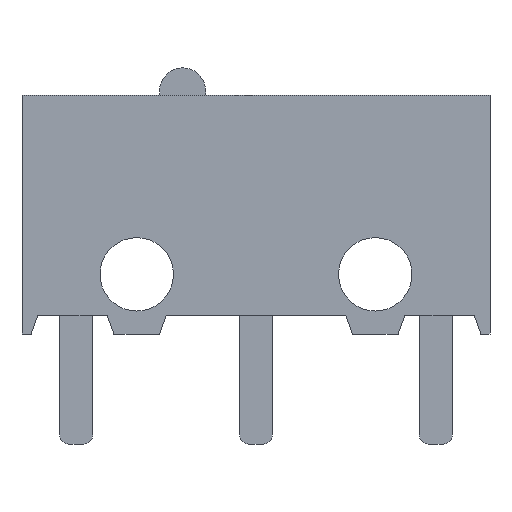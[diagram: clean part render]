
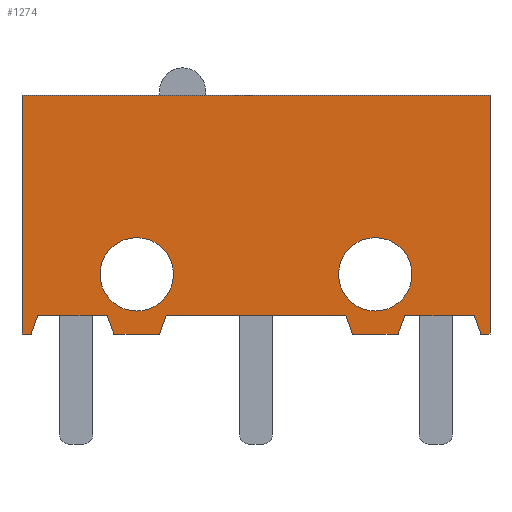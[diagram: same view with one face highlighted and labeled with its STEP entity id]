
A CAD part, left-side view. The second image highlights one B-rep face of the part: STEP entity #1274.
In plain terms, the highlighted planar face has unit normal (-1, 0, 0).
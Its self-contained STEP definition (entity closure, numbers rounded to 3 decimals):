
#54=FACE_BOUND('',#194,.T.);
#55=FACE_BOUND('',#195,.T.);
#56=CIRCLE('',#1381,1.);
#58=CIRCLE('',#1384,1.);
#121=FACE_OUTER_BOUND('',#193,.T.);
#193=EDGE_LOOP('',(#1020,#1021,#1022,#1023,#1024,#1025,#1026,#1027,#1028,
#1029,#1030,#1031,#1032,#1033,#1034,#1035,#1036,#1037,#1038,#1039,#1040,
#1041));
#194=EDGE_LOOP('',(#1042));
#195=EDGE_LOOP('',(#1043));
#228=LINE('',#1825,#384);
#232=LINE('',#1832,#388);
#233=LINE('',#1836,#389);
#237=LINE('',#1844,#393);
#242=LINE('',#1855,#398);
#246=LINE('',#1862,#402);
#247=LINE('',#1866,#403);
#251=LINE('',#1874,#407);
#254=LINE('',#1881,#410);
#258=LINE('',#1889,#414);
#263=LINE('',#1900,#419);
#267=LINE('',#1907,#423);
#298=LINE('',#1981,#454);
#310=LINE('',#2004,#466);
#314=LINE('',#2010,#470);
#315=LINE('',#2012,#471);
#317=LINE('',#2015,#473);
#320=LINE('',#2019,#476);
#321=LINE('',#2021,#477);
#325=LINE('',#2028,#481);
#327=LINE('',#2031,#483);
#329=LINE('',#2035,#485);
#384=VECTOR('',#1472,10.);
#388=VECTOR('',#1478,10.);
#389=VECTOR('',#1481,10.);
#393=VECTOR('',#1487,10.);
#398=VECTOR('',#1494,10.);
#402=VECTOR('',#1500,10.);
#403=VECTOR('',#1503,10.);
#407=VECTOR('',#1509,10.);
#410=VECTOR('',#1514,10.);
#414=VECTOR('',#1520,10.);
#419=VECTOR('',#1527,10.);
#423=VECTOR('',#1533,10.);
#454=VECTOR('',#1598,10.);
#466=VECTOR('',#1618,10.);
#470=VECTOR('',#1624,10.);
#471=VECTOR('',#1627,10.);
#473=VECTOR('',#1631,10.);
#476=VECTOR('',#1636,10.);
#477=VECTOR('',#1639,10.);
#481=VECTOR('',#1645,10.);
#483=VECTOR('',#1649,10.);
#485=VECTOR('',#1655,10.);
#540=VERTEX_POINT('',#1822);
#541=VERTEX_POINT('',#1824);
#543=VERTEX_POINT('',#1830);
#544=VERTEX_POINT('',#1834);
#545=VERTEX_POINT('',#1835);
#548=VERTEX_POINT('',#1843);
#552=VERTEX_POINT('',#1852);
#553=VERTEX_POINT('',#1854);
#555=VERTEX_POINT('',#1860);
#556=VERTEX_POINT('',#1864);
#557=VERTEX_POINT('',#1865);
#560=VERTEX_POINT('',#1873);
#562=VERTEX_POINT('',#1879);
#563=VERTEX_POINT('',#1880);
#566=VERTEX_POINT('',#1888);
#570=VERTEX_POINT('',#1897);
#571=VERTEX_POINT('',#1899);
#573=VERTEX_POINT('',#1905);
#574=VERTEX_POINT('',#1909);
#576=VERTEX_POINT('',#1915);
#598=VERTEX_POINT('',#1978);
#599=VERTEX_POINT('',#1980);
#606=VERTEX_POINT('',#2003);
#609=VERTEX_POINT('',#2026);
#656=EDGE_CURVE('',#540,#541,#228,.T.);
#660=EDGE_CURVE('',#540,#543,#232,.T.);
#661=EDGE_CURVE('',#544,#545,#233,.T.);
#665=EDGE_CURVE('',#545,#548,#237,.T.);
#670=EDGE_CURVE('',#552,#553,#242,.T.);
#674=EDGE_CURVE('',#552,#555,#246,.T.);
#675=EDGE_CURVE('',#556,#557,#247,.T.);
#679=EDGE_CURVE('',#557,#560,#251,.T.);
#682=EDGE_CURVE('',#562,#563,#254,.T.);
#686=EDGE_CURVE('',#563,#566,#258,.T.);
#691=EDGE_CURVE('',#570,#571,#263,.T.);
#695=EDGE_CURVE('',#570,#573,#267,.T.);
#696=EDGE_CURVE('',#574,#574,#56,.T.);
#699=EDGE_CURVE('',#576,#576,#58,.T.);
#730=EDGE_CURVE('',#598,#599,#298,.T.);
#742=EDGE_CURVE('',#548,#606,#310,.T.);
#746=EDGE_CURVE('',#544,#571,#314,.T.);
#747=EDGE_CURVE('',#560,#555,#315,.T.);
#749=EDGE_CURVE('',#556,#541,#317,.T.);
#752=EDGE_CURVE('',#566,#573,#320,.T.);
#753=EDGE_CURVE('',#562,#553,#321,.T.);
#757=EDGE_CURVE('',#609,#543,#325,.T.);
#759=EDGE_CURVE('',#598,#606,#327,.T.);
#761=EDGE_CURVE('',#609,#599,#329,.T.);
#1020=ORIENTED_EDGE('',*,*,#746,.T.);
#1021=ORIENTED_EDGE('',*,*,#691,.F.);
#1022=ORIENTED_EDGE('',*,*,#695,.T.);
#1023=ORIENTED_EDGE('',*,*,#752,.F.);
#1024=ORIENTED_EDGE('',*,*,#686,.F.);
#1025=ORIENTED_EDGE('',*,*,#682,.F.);
#1026=ORIENTED_EDGE('',*,*,#753,.T.);
#1027=ORIENTED_EDGE('',*,*,#670,.F.);
#1028=ORIENTED_EDGE('',*,*,#674,.T.);
#1029=ORIENTED_EDGE('',*,*,#747,.F.);
#1030=ORIENTED_EDGE('',*,*,#679,.F.);
#1031=ORIENTED_EDGE('',*,*,#675,.F.);
#1032=ORIENTED_EDGE('',*,*,#749,.T.);
#1033=ORIENTED_EDGE('',*,*,#656,.F.);
#1034=ORIENTED_EDGE('',*,*,#660,.T.);
#1035=ORIENTED_EDGE('',*,*,#757,.F.);
#1036=ORIENTED_EDGE('',*,*,#761,.T.);
#1037=ORIENTED_EDGE('',*,*,#730,.F.);
#1038=ORIENTED_EDGE('',*,*,#759,.T.);
#1039=ORIENTED_EDGE('',*,*,#742,.F.);
#1040=ORIENTED_EDGE('',*,*,#665,.F.);
#1041=ORIENTED_EDGE('',*,*,#661,.F.);
#1042=ORIENTED_EDGE('',*,*,#696,.T.);
#1043=ORIENTED_EDGE('',*,*,#699,.T.);
#1212=PLANE('',#1410);
#1274=ADVANCED_FACE('',(#121,#54,#55),#1212,.T.);
#1381=AXIS2_PLACEMENT_3D('',#1910,#1536,#1537);
#1384=AXIS2_PLACEMENT_3D('',#1916,#1543,#1544);
#1410=AXIS2_PLACEMENT_3D('',#2036,#1656,#1657);
#1472=DIRECTION('',(0.,0.342,0.94));
#1478=DIRECTION('',(0.,0.,-1.));
#1481=DIRECTION('',(0.,0.342,-0.94));
#1487=DIRECTION('',(0.,0.,-1.));
#1494=DIRECTION('',(0.,0.342,0.94));
#1500=DIRECTION('',(0.,0.,-1.));
#1503=DIRECTION('',(0.,0.342,-0.94));
#1509=DIRECTION('',(0.,0.,-1.));
#1514=DIRECTION('',(0.,0.342,-0.94));
#1520=DIRECTION('',(0.,0.,-1.));
#1527=DIRECTION('',(0.,0.342,0.94));
#1533=DIRECTION('',(0.,0.,-1.));
#1536=DIRECTION('center_axis',(1.,0.,0.));
#1537=DIRECTION('ref_axis',(0.,0.,1.));
#1543=DIRECTION('center_axis',(1.,0.,0.));
#1544=DIRECTION('ref_axis',(0.,0.,1.));
#1598=DIRECTION('',(0.,-1.,0.));
#1618=DIRECTION('',(0.,1.,0.));
#1624=DIRECTION('',(0.,-1.,0.));
#1627=DIRECTION('',(0.,1.,0.));
#1631=DIRECTION('',(0.,-1.,0.));
#1636=DIRECTION('',(0.,1.,0.));
#1639=DIRECTION('',(0.,-1.,0.));
#1645=DIRECTION('',(0.,1.,0.));
#1649=DIRECTION('',(0.,0.,-1.));
#1655=DIRECTION('',(0.,0.,1.));
#1656=DIRECTION('center_axis',(-1.,0.,0.));
#1657=DIRECTION('ref_axis',(0.,-1.,0.));
#1822=CARTESIAN_POINT('',(0.,0.25,-0.497));
#1824=CARTESIAN_POINT('',(0.,0.431,0.));
#1825=CARTESIAN_POINT('',(0.,1.106,1.855));
#1830=CARTESIAN_POINT('',(0.,0.25,-0.5));
#1832=CARTESIAN_POINT('',(0.,0.25,0.));
#1834=CARTESIAN_POINT('',(0.,12.319,0.));
#1835=CARTESIAN_POINT('',(0.,12.5,-0.497));
#1836=CARTESIAN_POINT('',(0.,12.389,-0.194));
#1843=CARTESIAN_POINT('',(0.,12.5,-0.5));
#1844=CARTESIAN_POINT('',(0.,12.5,0.));
#1852=CARTESIAN_POINT('',(0.,3.75,-0.497));
#1854=CARTESIAN_POINT('',(0.,3.931,0.));
#1855=CARTESIAN_POINT('',(0.,4.402,1.293));
#1860=CARTESIAN_POINT('',(0.,3.75,-0.5));
#1862=CARTESIAN_POINT('',(0.,3.75,0.));
#1864=CARTESIAN_POINT('',(0.,2.319,0.));
#1865=CARTESIAN_POINT('',(0.,2.5,-0.497));
#1866=CARTESIAN_POINT('',(0.,2.974,-1.801));
#1873=CARTESIAN_POINT('',(0.,2.5,-0.5));
#1874=CARTESIAN_POINT('',(0.,2.5,0.));
#1879=CARTESIAN_POINT('',(0.,8.819,0.));
#1880=CARTESIAN_POINT('',(0.,9.,-0.497));
#1881=CARTESIAN_POINT('',(0.,9.094,-0.756));
#1888=CARTESIAN_POINT('',(0.,9.,-0.5));
#1889=CARTESIAN_POINT('',(0.,9.,0.));
#1897=CARTESIAN_POINT('',(0.,10.25,-0.497));
#1899=CARTESIAN_POINT('',(0.,10.431,0.));
#1900=CARTESIAN_POINT('',(0.,10.521,0.248));
#1905=CARTESIAN_POINT('',(0.,10.25,-0.5));
#1907=CARTESIAN_POINT('',(0.,10.25,0.));
#1909=CARTESIAN_POINT('',(0.,3.125,0.125));
#1910=CARTESIAN_POINT('Origin',(0.,3.125,1.125));
#1915=CARTESIAN_POINT('',(0.,9.625,0.125));
#1916=CARTESIAN_POINT('Origin',(0.,9.625,1.125));
#1978=CARTESIAN_POINT('',(0.,12.75,6.));
#1980=CARTESIAN_POINT('',(0.,0.,6.));
#1981=CARTESIAN_POINT('',(0.,12.75,6.));
#2003=CARTESIAN_POINT('',(0.,12.75,-0.5));
#2004=CARTESIAN_POINT('',(0.,12.75,-0.5));
#2010=CARTESIAN_POINT('',(0.,12.75,0.));
#2012=CARTESIAN_POINT('',(0.,3.75,-0.5));
#2015=CARTESIAN_POINT('',(0.,12.75,0.));
#2019=CARTESIAN_POINT('',(0.,9.,-0.5));
#2021=CARTESIAN_POINT('',(0.,12.75,0.));
#2026=CARTESIAN_POINT('',(0.,0.,-0.5));
#2028=CARTESIAN_POINT('',(0.,0.,-0.5));
#2031=CARTESIAN_POINT('',(0.,12.75,0.));
#2035=CARTESIAN_POINT('',(0.,0.,0.));
#2036=CARTESIAN_POINT('Origin',(0.,12.75,0.));
